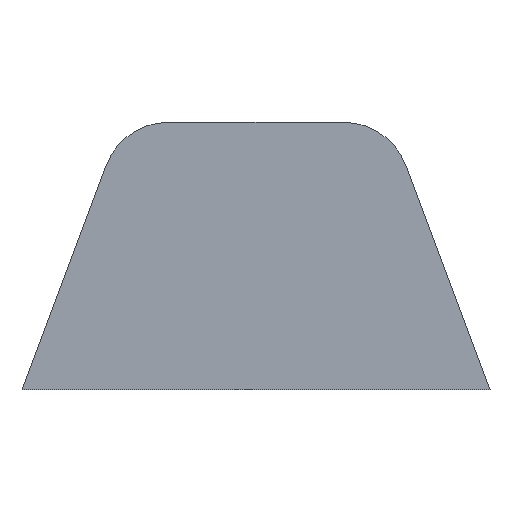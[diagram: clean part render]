
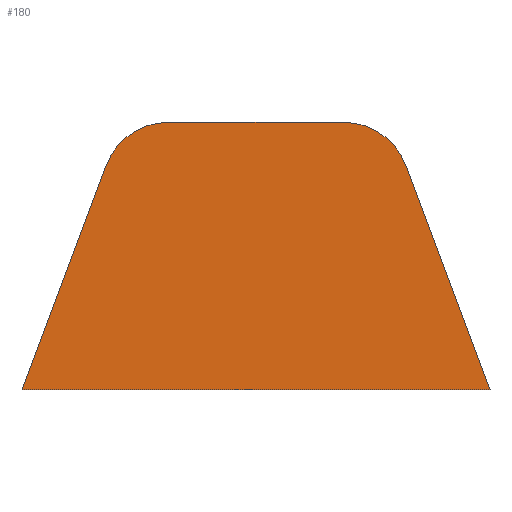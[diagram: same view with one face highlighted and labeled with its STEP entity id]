
A CAD part, front view. The second image highlights one B-rep face of the part: STEP entity #180.
In plain terms, the highlighted planar face has unit normal (0, -1, 0).
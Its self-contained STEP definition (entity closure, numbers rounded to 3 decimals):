
#15 = CARTESIAN_POINT ( 'NONE',  ( -200., 0., 0. ) ) ;
#16 = CIRCLE ( 'NONE', #261, 100. ) ;
#18 = DIRECTION ( 'NONE',  ( 0.351, 0., 0.936 ) ) ;
#28 = CARTESIAN_POINT ( 'NONE',  ( -350., 0., -400. ) ) ;
#31 = AXIS2_PLACEMENT_3D ( 'NONE', #408, #62, #81 ) ;
#44 = VERTEX_POINT ( 'NONE', #268 ) ;
#47 = PLANE ( 'NONE',  #31 ) ;
#62 = DIRECTION ( 'NONE',  ( 0., 1., 0. ) ) ;
#63 = EDGE_CURVE ( 'NONE', #44, #140, #16, .T. ) ;
#81 = DIRECTION ( 'NONE',  ( 0., 0., 1. ) ) ;
#83 = CARTESIAN_POINT ( 'NONE',  ( 130.7, 0., -100. ) ) ;
#87 = CARTESIAN_POINT ( 'NONE',  ( -224.333, 0., -64.888 ) ) ;
#109 = ORIENTED_EDGE ( 'NONE', *, *, #299, .F. ) ;
#112 = VERTEX_POINT ( 'NONE', #420 ) ;
#121 = DIRECTION ( 'NONE',  ( -1., 0., 0. ) ) ;
#140 = VERTEX_POINT ( 'NONE', #87 ) ;
#143 = VECTOR ( 'NONE', #121, 1000. ) ;
#158 = VERTEX_POINT ( 'NONE', #315 ) ;
#160 = ORIENTED_EDGE ( 'NONE', *, *, #367, .F. ) ;
#169 = VERTEX_POINT ( 'NONE', #406 ) ;
#175 = VECTOR ( 'NONE', #312, 1000. ) ;
#180 = ADVANCED_FACE ( 'NONE', ( #377 ), #47, .F. ) ;
#185 = EDGE_CURVE ( 'NONE', #44, #169, #319, .T. ) ;
#203 = DIRECTION ( 'NONE',  ( 0., -1., 0. ) ) ;
#209 = DIRECTION ( 'NONE',  ( 0., -1., 0. ) ) ;
#212 = DIRECTION ( 'NONE',  ( 0., 0., 1. ) ) ;
#217 = EDGE_CURVE ( 'NONE', #112, #169, #376, .T. ) ;
#234 = LINE ( 'NONE', #334, #259 ) ;
#243 = CARTESIAN_POINT ( 'NONE',  ( -350., 0., -400. ) ) ;
#259 = VECTOR ( 'NONE', #396, 1000. ) ;
#261 = AXIS2_PLACEMENT_3D ( 'NONE', #366, #203, #337 ) ;
#263 = ORIENTED_EDGE ( 'NONE', *, *, #409, .F. ) ;
#268 = CARTESIAN_POINT ( 'NONE',  ( -130.7, 0., 0. ) ) ;
#271 = AXIS2_PLACEMENT_3D ( 'NONE', #83, #209, #212 ) ;
#292 = ORIENTED_EDGE ( 'NONE', *, *, #63, .T. ) ;
#299 = EDGE_CURVE ( 'NONE', #335, #140, #314, .T. ) ;
#312 = DIRECTION ( 'NONE',  ( 1., 0., 0. ) ) ;
#314 = LINE ( 'NONE', #28, #423 ) ;
#315 = CARTESIAN_POINT ( 'NONE',  ( 350., 0., -400. ) ) ;
#319 = LINE ( 'NONE', #15, #175 ) ;
#326 = ORIENTED_EDGE ( 'NONE', *, *, #217, .T. ) ;
#332 = EDGE_LOOP ( 'NONE', ( #263, #326, #362, #292, #109, #160 ) ) ;
#334 = CARTESIAN_POINT ( 'NONE',  ( 350., 0., -400. ) ) ;
#335 = VERTEX_POINT ( 'NONE', #243 ) ;
#337 = DIRECTION ( 'NONE',  ( 0., 0., 1. ) ) ;
#362 = ORIENTED_EDGE ( 'NONE', *, *, #185, .F. ) ;
#366 = CARTESIAN_POINT ( 'NONE',  ( -130.7, 0., -100. ) ) ;
#367 = EDGE_CURVE ( 'NONE', #158, #335, #414, .T. ) ;
#376 = CIRCLE ( 'NONE', #271, 100. ) ;
#377 = FACE_OUTER_BOUND ( 'NONE', #332, .T. ) ;
#388 = CARTESIAN_POINT ( 'NONE',  ( 350., 0., -400. ) ) ;
#396 = DIRECTION ( 'NONE',  ( 0.351, 0., -0.936 ) ) ;
#406 = CARTESIAN_POINT ( 'NONE',  ( 130.7, 0., 0. ) ) ;
#408 = CARTESIAN_POINT ( 'NONE',  ( 0., 0., 0. ) ) ;
#409 = EDGE_CURVE ( 'NONE', #112, #158, #234, .T. ) ;
#414 = LINE ( 'NONE', #388, #143 ) ;
#420 = CARTESIAN_POINT ( 'NONE',  ( 224.333, 0., -64.888 ) ) ;
#423 = VECTOR ( 'NONE', #18, 1000. ) ;
